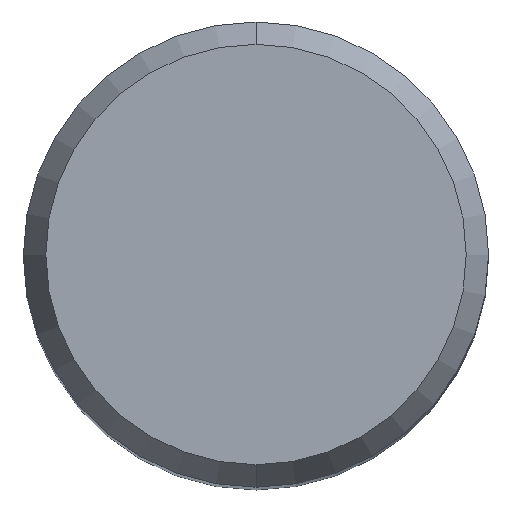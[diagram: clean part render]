
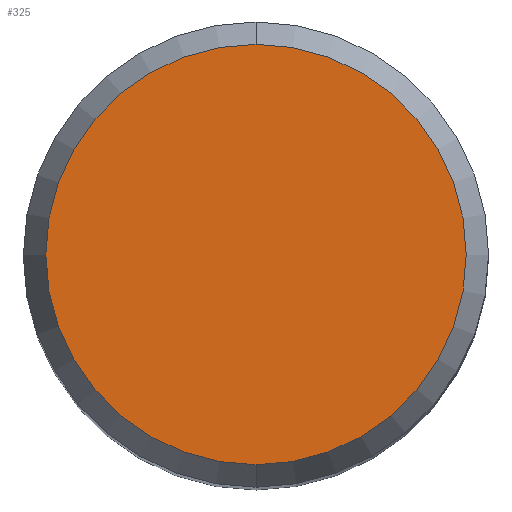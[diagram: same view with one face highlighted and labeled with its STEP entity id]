
A CAD part, top view. The second image highlights one B-rep face of the part: STEP entity #325.
In plain terms, the highlighted planar face has unit normal (0, 0, 1).
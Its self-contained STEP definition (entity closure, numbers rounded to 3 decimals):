
#297=VERTEX_POINT('',#601);
#325=ADVANCED_FACE('',(#633),#634,.T.);
#335=EDGE_CURVE('',#297,#405,#645,.T.);
#405=VERTEX_POINT('',#724);
#435=EDGE_CURVE('',#405,#297,#754,.T.);
#601=CARTESIAN_POINT('',(0.0,5.423,0.0));
#633=FACE_OUTER_BOUND('',#1216,.T.);
#634=PLANE('',#1217);
#645=CIRCLE('',#1254,5.423);
#724=CARTESIAN_POINT('',(0.,-5.423,0.0));
#754=CIRCLE('',#1437,5.423);
#1216=EDGE_LOOP('',(#1640,#1641));
#1217=AXIS2_PLACEMENT_3D('',#1642,#1643,#1644);
#1254=AXIS2_PLACEMENT_3D('',#1656,#1657,#1658);
#1437=AXIS2_PLACEMENT_3D('',#1776,#1777,#1778);
#1640=ORIENTED_EDGE('',*,*,#335,.F.);
#1641=ORIENTED_EDGE('',*,*,#435,.F.);
#1642=CARTESIAN_POINT('',(0.0,2.711,0.0));
#1643=DIRECTION('',(-0.0,0.0,1.0));
#1644=DIRECTION('',(0.0,-1.0,0.0));
#1656=CARTESIAN_POINT('',(0.0,0.0,0.0));
#1657=DIRECTION('',(0.0,0.0,-1.0));
#1658=DIRECTION('',(0.0,1.0,0.0));
#1776=CARTESIAN_POINT('',(0.0,0.0,0.0));
#1777=DIRECTION('',(0.0,0.0,-1.0));
#1778=DIRECTION('',(0.0,1.0,0.0));
